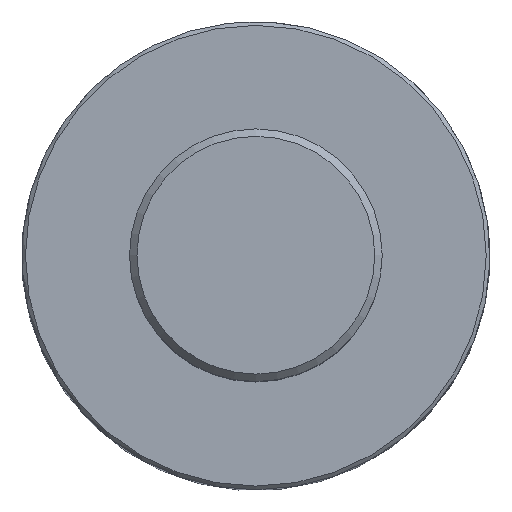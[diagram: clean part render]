
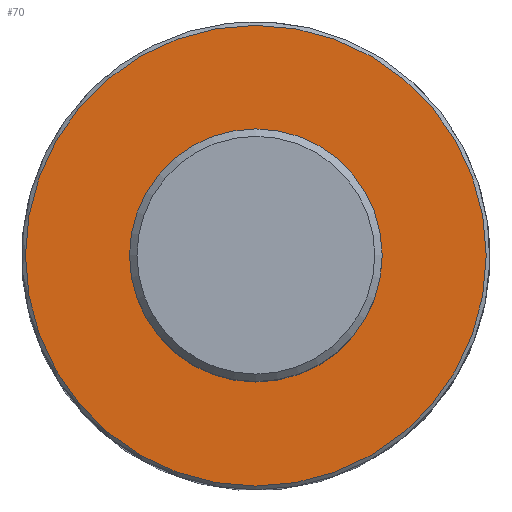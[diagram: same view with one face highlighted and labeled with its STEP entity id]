
A CAD part, top view. The second image highlights one B-rep face of the part: STEP entity #70.
In plain terms, the highlighted planar face has unit normal (0, 0, 1).
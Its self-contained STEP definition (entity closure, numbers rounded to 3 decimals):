
#70=ADVANCED_FACE('',(#91),#83,.F.);
#83=PLANE('',#220);
#91=FACE_OUTER_BOUND('',#99,.T.);
#99=EDGE_LOOP('',(#117));
#117=ORIENTED_EDGE('',*,*,#167,.F.);
#153=VERTEX_POINT('',#309);
#167=EDGE_CURVE('',#153,#153,#185,.T.);
#185=CIRCLE('',#219,31.);
#219=AXIS2_PLACEMENT_3D('',#308,#250,#251);
#220=AXIS2_PLACEMENT_3D('',#310,#252,#253);
#250=DIRECTION('',(0.,0.,-1.));
#251=DIRECTION('',(0.,1.,0.));
#252=DIRECTION('',(0.,0.,-1.));
#253=DIRECTION('',(0.,1.,0.));
#308=CARTESIAN_POINT('',(0.,0.,0.));
#309=CARTESIAN_POINT('',(0.,31.,0.));
#310=CARTESIAN_POINT('',(0.,0.,0.));
